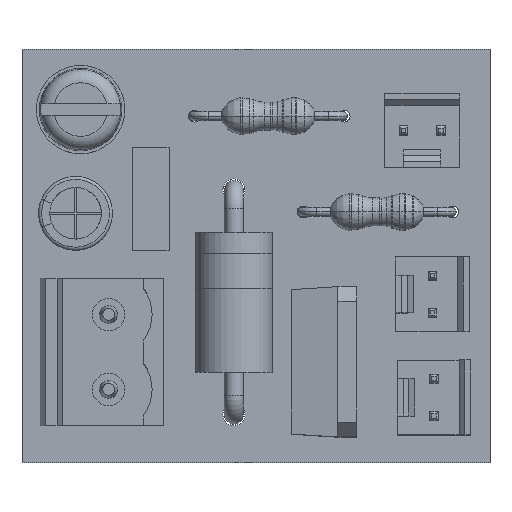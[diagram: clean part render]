
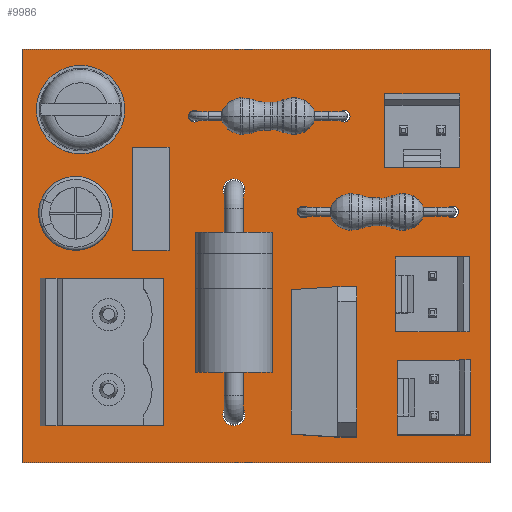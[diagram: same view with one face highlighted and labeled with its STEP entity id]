
A CAD part, top view. The second image highlights one B-rep face of the part: STEP entity #9986.
In plain terms, the highlighted planar face has unit normal (0, 0, 1).
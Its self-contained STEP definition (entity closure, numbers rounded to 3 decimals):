
#9632 = VERTEX_POINT('',#9633);
#9633 = CARTESIAN_POINT('',(143.35,-85.35,1.51));
#9639 = EDGE_CURVE('',#9632,#9640,#9642,.T.);
#9640 = VERTEX_POINT('',#9641);
#9641 = CARTESIAN_POINT('',(111.6,-85.35,1.51));
#9642 = LINE('',#9643,#9644);
#9643 = CARTESIAN_POINT('',(143.35,-85.35,1.51));
#9644 = VECTOR('',#9645,1.);
#9645 = DIRECTION('',(-1.,0.,0.));
#9672 = VERTEX_POINT('',#9673);
#9673 = CARTESIAN_POINT('',(143.35,-57.275,1.51));
#9679 = EDGE_CURVE('',#9672,#9632,#9680,.T.);
#9680 = LINE('',#9681,#9682);
#9681 = CARTESIAN_POINT('',(143.35,-57.275,1.51));
#9682 = VECTOR('',#9683,1.);
#9683 = DIRECTION('',(0.,-1.,0.));
#9701 = EDGE_CURVE('',#9640,#9702,#9704,.T.);
#9702 = VERTEX_POINT('',#9703);
#9703 = CARTESIAN_POINT('',(111.6,-57.275,1.51));
#9704 = LINE('',#9705,#9706);
#9705 = CARTESIAN_POINT('',(111.6,-85.35,1.51));
#9706 = VECTOR('',#9707,1.);
#9707 = DIRECTION('',(0.,1.,0.));
#9986 = ADVANCED_FACE('',(#9987,#9998,#10009,#10020,#10031,#10042,#10053
    ,#10064,#10075,#10086,#10097,#10108,#10119,#10130,#10141,#10152,
    #10163,#10174,#10185,#10196,#10207,#10218,#10229),#10240,.T.);
#9987 = FACE_BOUND('',#9988,.T.);
#9988 = EDGE_LOOP('',(#9989,#9990,#9991,#9997));
#9989 = ORIENTED_EDGE('',*,*,#9639,.F.);
#9990 = ORIENTED_EDGE('',*,*,#9679,.F.);
#9991 = ORIENTED_EDGE('',*,*,#9992,.F.);
#9992 = EDGE_CURVE('',#9702,#9672,#9993,.T.);
#9993 = LINE('',#9994,#9995);
#9994 = CARTESIAN_POINT('',(111.6,-57.275,1.51));
#9995 = VECTOR('',#9996,1.);
#9996 = DIRECTION('',(1.,0.,0.));
#9997 = ORIENTED_EDGE('',*,*,#9701,.F.);
#9998 = FACE_BOUND('',#9999,.T.);
#9999 = EDGE_LOOP('',(#10000));
#10000 = ORIENTED_EDGE('',*,*,#10001,.T.);
#10001 = EDGE_CURVE('',#10002,#10002,#10004,.T.);
#10002 = VERTEX_POINT('',#10003);
#10003 = CARTESIAN_POINT('',(117.425,-81.09,1.51));
#10004 = CIRCLE('',#10005,0.75);
#10005 = AXIS2_PLACEMENT_3D('',#10006,#10007,#10008);
#10006 = CARTESIAN_POINT('',(117.425,-80.34,1.51));
#10007 = DIRECTION('',(-0.,0.,-1.));
#10008 = DIRECTION('',(-0.,-1.,0.));
#10009 = FACE_BOUND('',#10010,.T.);
#10010 = EDGE_LOOP('',(#10011));
#10011 = ORIENTED_EDGE('',*,*,#10012,.T.);
#10012 = EDGE_CURVE('',#10013,#10013,#10015,.T.);
#10013 = VERTEX_POINT('',#10014);
#10014 = CARTESIAN_POINT('',(125.975,-82.82,1.51));
#10015 = CIRCLE('',#10016,0.75);
#10016 = AXIS2_PLACEMENT_3D('',#10017,#10018,#10019);
#10017 = CARTESIAN_POINT('',(125.975,-82.07,1.51));
#10018 = DIRECTION('',(-0.,0.,-1.));
#10019 = DIRECTION('',(-0.,-1.,0.));
#10020 = FACE_BOUND('',#10021,.T.);
#10021 = EDGE_LOOP('',(#10022));
#10022 = ORIENTED_EDGE('',*,*,#10023,.T.);
#10023 = EDGE_CURVE('',#10024,#10024,#10026,.T.);
#10024 = VERTEX_POINT('',#10025);
#10025 = CARTESIAN_POINT('',(117.425,-76.01,1.51));
#10026 = CIRCLE('',#10027,0.75);
#10027 = AXIS2_PLACEMENT_3D('',#10028,#10029,#10030);
#10028 = CARTESIAN_POINT('',(117.425,-75.26,1.51));
#10029 = DIRECTION('',(-0.,0.,-1.));
#10030 = DIRECTION('',(-0.,-1.,0.));
#10031 = FACE_BOUND('',#10032,.T.);
#10032 = EDGE_LOOP('',(#10033));
#10033 = ORIENTED_EDGE('',*,*,#10034,.T.);
#10034 = EDGE_CURVE('',#10035,#10035,#10037,.T.);
#10035 = VERTEX_POINT('',#10036);
#10036 = CARTESIAN_POINT('',(131.3,-81.555,1.51));
#10037 = CIRCLE('',#10038,0.5);
#10038 = AXIS2_PLACEMENT_3D('',#10039,#10040,#10041);
#10039 = CARTESIAN_POINT('',(131.3,-81.055,1.51));
#10040 = DIRECTION('',(-0.,0.,-1.));
#10041 = DIRECTION('',(-0.,-1.,0.));
#10042 = FACE_BOUND('',#10043,.T.);
#10043 = EDGE_LOOP('',(#10044));
#10044 = ORIENTED_EDGE('',*,*,#10045,.T.);
#10045 = EDGE_CURVE('',#10046,#10046,#10048,.T.);
#10046 = VERTEX_POINT('',#10047);
#10047 = CARTESIAN_POINT('',(131.3,-79.015,1.51));
#10048 = CIRCLE('',#10049,0.5);
#10049 = AXIS2_PLACEMENT_3D('',#10050,#10051,#10052);
#10050 = CARTESIAN_POINT('',(131.3,-78.515,1.51));
#10051 = DIRECTION('',(-0.,0.,-1.));
#10052 = DIRECTION('',(-0.,-1.,0.));
#10053 = FACE_BOUND('',#10054,.T.);
#10054 = EDGE_LOOP('',(#10055));
#10055 = ORIENTED_EDGE('',*,*,#10056,.T.);
#10056 = EDGE_CURVE('',#10057,#10057,#10059,.T.);
#10057 = VERTEX_POINT('',#10058);
#10058 = CARTESIAN_POINT('',(139.55,-82.69,1.51));
#10059 = CIRCLE('',#10060,0.5);
#10060 = AXIS2_PLACEMENT_3D('',#10061,#10062,#10063);
#10061 = CARTESIAN_POINT('',(139.55,-82.19,1.51));
#10062 = DIRECTION('',(-0.,0.,-1.));
#10063 = DIRECTION('',(-0.,-1.,0.));
#10064 = FACE_BOUND('',#10065,.T.);
#10065 = EDGE_LOOP('',(#10066));
#10066 = ORIENTED_EDGE('',*,*,#10067,.T.);
#10067 = EDGE_CURVE('',#10068,#10068,#10070,.T.);
#10068 = VERTEX_POINT('',#10069);
#10069 = CARTESIAN_POINT('',(139.55,-80.15,1.51));
#10070 = CIRCLE('',#10071,0.5);
#10071 = AXIS2_PLACEMENT_3D('',#10072,#10073,#10074);
#10072 = CARTESIAN_POINT('',(139.55,-79.65,1.51));
#10073 = DIRECTION('',(-0.,0.,-1.));
#10074 = DIRECTION('',(-0.,-1.,0.));
#10075 = FACE_BOUND('',#10076,.T.);
#10076 = EDGE_LOOP('',(#10077));
#10077 = ORIENTED_EDGE('',*,*,#10078,.T.);
#10078 = EDGE_CURVE('',#10079,#10079,#10081,.T.);
#10079 = VERTEX_POINT('',#10080);
#10080 = CARTESIAN_POINT('',(131.3,-76.475,1.51));
#10081 = CIRCLE('',#10082,0.5);
#10082 = AXIS2_PLACEMENT_3D('',#10083,#10084,#10085);
#10083 = CARTESIAN_POINT('',(131.3,-75.975,1.51));
#10084 = DIRECTION('',(-0.,0.,-1.));
#10085 = DIRECTION('',(-0.,-1.,0.));
#10086 = FACE_BOUND('',#10087,.T.);
#10087 = EDGE_LOOP('',(#10088));
#10088 = ORIENTED_EDGE('',*,*,#10089,.T.);
#10089 = EDGE_CURVE('',#10090,#10090,#10092,.T.);
#10090 = VERTEX_POINT('',#10091);
#10091 = CARTESIAN_POINT('',(139.45,-75.69,1.51));
#10092 = CIRCLE('',#10093,0.5);
#10093 = AXIS2_PLACEMENT_3D('',#10094,#10095,#10096);
#10094 = CARTESIAN_POINT('',(139.45,-75.19,1.51));
#10095 = DIRECTION('',(-0.,0.,-1.));
#10096 = DIRECTION('',(-0.,-1.,0.));
#10097 = FACE_BOUND('',#10098,.T.);
#10098 = EDGE_LOOP('',(#10099));
#10099 = ORIENTED_EDGE('',*,*,#10100,.T.);
#10100 = EDGE_CURVE('',#10101,#10101,#10103,.T.);
#10101 = VERTEX_POINT('',#10102);
#10102 = CARTESIAN_POINT('',(139.45,-73.15,1.51));
#10103 = CIRCLE('',#10104,0.5);
#10104 = AXIS2_PLACEMENT_3D('',#10105,#10106,#10107);
#10105 = CARTESIAN_POINT('',(139.45,-72.65,1.51));
#10106 = DIRECTION('',(-0.,0.,-1.));
#10107 = DIRECTION('',(-0.,-1.,0.));
#10108 = FACE_BOUND('',#10109,.T.);
#10109 = EDGE_LOOP('',(#10110));
#10110 = ORIENTED_EDGE('',*,*,#10111,.T.);
#10111 = EDGE_CURVE('',#10112,#10112,#10114,.T.);
#10112 = VERTEX_POINT('',#10113);
#10113 = CARTESIAN_POINT('',(113.98,-68.825,1.51));
#10114 = CIRCLE('',#10115,0.4);
#10115 = AXIS2_PLACEMENT_3D('',#10116,#10117,#10118);
#10116 = CARTESIAN_POINT('',(113.98,-68.425,1.51));
#10117 = DIRECTION('',(-0.,0.,-1.));
#10118 = DIRECTION('',(0.,-1.,-0.));
#10119 = FACE_BOUND('',#10120,.T.);
#10120 = EDGE_LOOP('',(#10121));
#10121 = ORIENTED_EDGE('',*,*,#10122,.T.);
#10122 = EDGE_CURVE('',#10123,#10123,#10125,.T.);
#10123 = VERTEX_POINT('',#10124);
#10124 = CARTESIAN_POINT('',(116.48,-68.825,1.51));
#10125 = CIRCLE('',#10126,0.4);
#10126 = AXIS2_PLACEMENT_3D('',#10127,#10128,#10129);
#10127 = CARTESIAN_POINT('',(116.48,-68.425,1.51));
#10128 = DIRECTION('',(-0.,0.,-1.));
#10129 = DIRECTION('',(0.,-1.,-0.));
#10130 = FACE_BOUND('',#10131,.T.);
#10131 = EDGE_LOOP('',(#10132));
#10132 = ORIENTED_EDGE('',*,*,#10133,.T.);
#10133 = EDGE_CURVE('',#10134,#10134,#10136,.T.);
#10134 = VERTEX_POINT('',#10135);
#10135 = CARTESIAN_POINT('',(120.325,-70.35,1.51));
#10136 = CIRCLE('',#10137,0.4);
#10137 = AXIS2_PLACEMENT_3D('',#10138,#10139,#10140);
#10138 = CARTESIAN_POINT('',(120.325,-69.95,1.51));
#10139 = DIRECTION('',(-0.,0.,-1.));
#10140 = DIRECTION('',(0.,-1.,-0.));
#10141 = FACE_BOUND('',#10142,.T.);
#10142 = EDGE_LOOP('',(#10143));
#10143 = ORIENTED_EDGE('',*,*,#10144,.T.);
#10144 = EDGE_CURVE('',#10145,#10145,#10147,.T.);
#10145 = VERTEX_POINT('',#10146);
#10146 = CARTESIAN_POINT('',(125.975,-67.58,1.51));
#10147 = CIRCLE('',#10148,0.75);
#10148 = AXIS2_PLACEMENT_3D('',#10149,#10150,#10151);
#10149 = CARTESIAN_POINT('',(125.975,-66.83,1.51));
#10150 = DIRECTION('',(-0.,0.,-1.));
#10151 = DIRECTION('',(-0.,-1.,0.));
#10152 = FACE_BOUND('',#10153,.T.);
#10153 = EDGE_LOOP('',(#10154));
#10154 = ORIENTED_EDGE('',*,*,#10155,.T.);
#10155 = EDGE_CURVE('',#10156,#10156,#10158,.T.);
#10156 = VERTEX_POINT('',#10157);
#10157 = CARTESIAN_POINT('',(120.325,-65.35,1.51));
#10158 = CIRCLE('',#10159,0.4);
#10159 = AXIS2_PLACEMENT_3D('',#10160,#10161,#10162);
#10160 = CARTESIAN_POINT('',(120.325,-64.95,1.51));
#10161 = DIRECTION('',(-0.,0.,-1.));
#10162 = DIRECTION('',(0.,-1.,-0.));
#10163 = FACE_BOUND('',#10164,.T.);
#10164 = EDGE_LOOP('',(#10165));
#10165 = ORIENTED_EDGE('',*,*,#10166,.T.);
#10166 = EDGE_CURVE('',#10167,#10167,#10169,.T.);
#10167 = VERTEX_POINT('',#10168);
#10168 = CARTESIAN_POINT('',(115.575,-63.025,1.51));
#10169 = CIRCLE('',#10170,1.75);
#10170 = AXIS2_PLACEMENT_3D('',#10171,#10172,#10173);
#10171 = CARTESIAN_POINT('',(115.575,-61.275,1.51));
#10172 = DIRECTION('',(-0.,0.,-1.));
#10173 = DIRECTION('',(-0.,-1.,0.));
#10174 = FACE_BOUND('',#10175,.T.);
#10175 = EDGE_LOOP('',(#10176));
#10176 = ORIENTED_EDGE('',*,*,#10177,.T.);
#10177 = EDGE_CURVE('',#10178,#10178,#10180,.T.);
#10178 = VERTEX_POINT('',#10179);
#10179 = CARTESIAN_POINT('',(123.295,-62.225,1.51));
#10180 = CIRCLE('',#10181,0.4);
#10181 = AXIS2_PLACEMENT_3D('',#10182,#10183,#10184);
#10182 = CARTESIAN_POINT('',(123.295,-61.825,1.51));
#10183 = DIRECTION('',(-0.,0.,-1.));
#10184 = DIRECTION('',(0.,-1.,-0.));
#10185 = FACE_BOUND('',#10186,.T.);
#10186 = EDGE_LOOP('',(#10187));
#10187 = ORIENTED_EDGE('',*,*,#10188,.T.);
#10188 = EDGE_CURVE('',#10189,#10189,#10191,.T.);
#10189 = VERTEX_POINT('',#10190);
#10190 = CARTESIAN_POINT('',(130.67,-68.725,1.51));
#10191 = CIRCLE('',#10192,0.4);
#10192 = AXIS2_PLACEMENT_3D('',#10193,#10194,#10195);
#10193 = CARTESIAN_POINT('',(130.67,-68.325,1.51));
#10194 = DIRECTION('',(-0.,0.,-1.));
#10195 = DIRECTION('',(0.,-1.,0.));
#10196 = FACE_BOUND('',#10197,.T.);
#10197 = EDGE_LOOP('',(#10198));
#10198 = ORIENTED_EDGE('',*,*,#10199,.T.);
#10199 = EDGE_CURVE('',#10200,#10200,#10202,.T.);
#10200 = VERTEX_POINT('',#10201);
#10201 = CARTESIAN_POINT('',(140.83,-68.725,1.51));
#10202 = CIRCLE('',#10203,0.4);
#10203 = AXIS2_PLACEMENT_3D('',#10204,#10205,#10206);
#10204 = CARTESIAN_POINT('',(140.83,-68.325,1.51));
#10205 = DIRECTION('',(-0.,0.,-1.));
#10206 = DIRECTION('',(0.,-1.,-0.));
#10207 = FACE_BOUND('',#10208,.T.);
#10208 = EDGE_LOOP('',(#10209));
#10209 = ORIENTED_EDGE('',*,*,#10210,.T.);
#10210 = EDGE_CURVE('',#10211,#10211,#10213,.T.);
#10211 = VERTEX_POINT('',#10212);
#10212 = CARTESIAN_POINT('',(133.455,-62.225,1.51));
#10213 = CIRCLE('',#10214,0.4);
#10214 = AXIS2_PLACEMENT_3D('',#10215,#10216,#10217);
#10215 = CARTESIAN_POINT('',(133.455,-61.825,1.51));
#10216 = DIRECTION('',(-0.,0.,-1.));
#10217 = DIRECTION('',(0.,-1.,-0.));
#10218 = FACE_BOUND('',#10219,.T.);
#10219 = EDGE_LOOP('',(#10220));
#10220 = ORIENTED_EDGE('',*,*,#10221,.T.);
#10221 = EDGE_CURVE('',#10222,#10222,#10224,.T.);
#10222 = VERTEX_POINT('',#10223);
#10223 = CARTESIAN_POINT('',(137.483,-63.31,1.51));
#10224 = CIRCLE('',#10225,0.5);
#10225 = AXIS2_PLACEMENT_3D('',#10226,#10227,#10228);
#10226 = CARTESIAN_POINT('',(137.483,-62.81,1.51));
#10227 = DIRECTION('',(-0.,0.,-1.));
#10228 = DIRECTION('',(-0.,-1.,0.));
#10229 = FACE_BOUND('',#10230,.T.);
#10230 = EDGE_LOOP('',(#10231));
#10231 = ORIENTED_EDGE('',*,*,#10232,.T.);
#10232 = EDGE_CURVE('',#10233,#10233,#10235,.T.);
#10233 = VERTEX_POINT('',#10234);
#10234 = CARTESIAN_POINT('',(140.023,-63.31,1.51));
#10235 = CIRCLE('',#10236,0.5);
#10236 = AXIS2_PLACEMENT_3D('',#10237,#10238,#10239);
#10237 = CARTESIAN_POINT('',(140.023,-62.81,1.51));
#10238 = DIRECTION('',(-0.,0.,-1.));
#10239 = DIRECTION('',(-0.,-1.,0.));
#10240 = PLANE('',#10241);
#10241 = AXIS2_PLACEMENT_3D('',#10242,#10243,#10244);
#10242 = CARTESIAN_POINT('',(0.,0.,1.51));
#10243 = DIRECTION('',(0.,0.,1.));
#10244 = DIRECTION('',(1.,0.,-0.));
